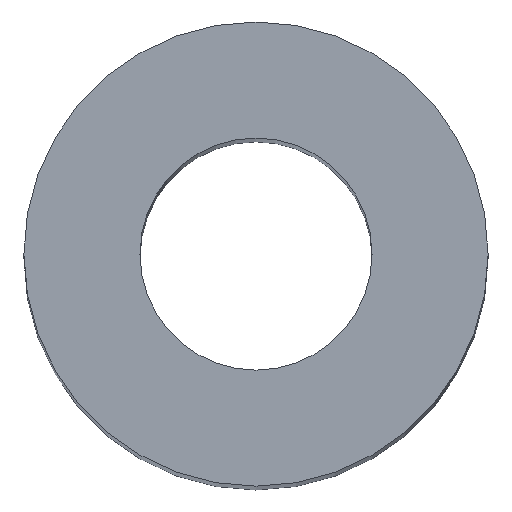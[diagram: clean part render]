
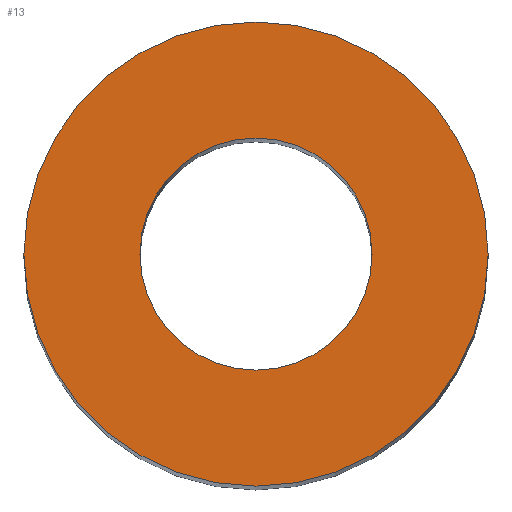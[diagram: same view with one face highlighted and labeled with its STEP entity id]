
A CAD part, top view. The second image highlights one B-rep face of the part: STEP entity #13.
In plain terms, the highlighted planar face has unit normal (0, 0, 1).
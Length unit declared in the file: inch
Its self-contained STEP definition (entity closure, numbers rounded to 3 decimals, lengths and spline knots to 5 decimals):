
#1 = FACE_OUTER_BOUND ( 'NONE', #143, .T. ) ;
#6 = CARTESIAN_POINT ( 'NONE',  ( 0., 0., 0.236 ) ) ;
#13 = ADVANCED_FACE ( 'NONE', ( #1, #78 ), #43, .T. ) ;
#29 = DIRECTION ( 'NONE',  ( 1., 0., 0. ) ) ;
#32 = AXIS2_PLACEMENT_3D ( 'NONE', #6, #172, #244 ) ;
#40 = CARTESIAN_POINT ( 'NONE',  ( 0., 0., 0.236 ) ) ;
#43 = PLANE ( 'NONE',  #50 ) ;
#50 = AXIS2_PLACEMENT_3D ( 'NONE', #178, #202, #250 ) ;
#61 = CIRCLE ( 'NONE', #107, 0.025 ) ;
#62 = DIRECTION ( 'NONE',  ( 1., 0., 0. ) ) ;
#66 = EDGE_CURVE ( 'NONE', #101, #183, #232, .T. ) ;
#67 = CARTESIAN_POINT ( 'NONE',  ( 0., 0., 0.236 ) ) ;
#69 = CARTESIAN_POINT ( 'NONE',  ( -0.0125, 0., 0.236 ) ) ;
#77 = ORIENTED_EDGE ( 'NONE', *, *, #66, .F. ) ;
#78 = FACE_BOUND ( 'NONE', #185, .T. ) ;
#79 = DIRECTION ( 'NONE',  ( 0., 0., 1. ) ) ;
#90 = CARTESIAN_POINT ( 'NONE',  ( 0.025, 0., 0.236 ) ) ;
#96 = ORIENTED_EDGE ( 'NONE', *, *, #199, .T. ) ;
#101 = VERTEX_POINT ( 'NONE', #182 ) ;
#104 = ORIENTED_EDGE ( 'NONE', *, *, #223, .T. ) ;
#107 = AXIS2_PLACEMENT_3D ( 'NONE', #67, #134, #147 ) ;
#111 = CIRCLE ( 'NONE', #216, 0.0125 ) ;
#119 = VERTEX_POINT ( 'NONE', #238 ) ;
#134 = DIRECTION ( 'NONE',  ( 0., 0., 1. ) ) ;
#143 = EDGE_LOOP ( 'NONE', ( #104, #96 ) ) ;
#145 = ORIENTED_EDGE ( 'NONE', *, *, #191, .F. ) ;
#147 = DIRECTION ( 'NONE',  ( 1., 0., 0. ) ) ;
#152 = CARTESIAN_POINT ( 'NONE',  ( 0., 0., 0.236 ) ) ;
#166 = VERTEX_POINT ( 'NONE', #90 ) ;
#172 = DIRECTION ( 'NONE',  ( 0., 0., 1. ) ) ;
#178 = CARTESIAN_POINT ( 'NONE',  ( 0., 0., 0.236 ) ) ;
#182 = CARTESIAN_POINT ( 'NONE',  ( 0.0125, 0., 0.236 ) ) ;
#183 = VERTEX_POINT ( 'NONE', #69 ) ;
#185 = EDGE_LOOP ( 'NONE', ( #145, #77 ) ) ;
#189 = DIRECTION ( 'NONE',  ( 0., 0., 1. ) ) ;
#191 = EDGE_CURVE ( 'NONE', #183, #101, #111, .T. ) ;
#194 = AXIS2_PLACEMENT_3D ( 'NONE', #40, #79, #62 ) ;
#199 = EDGE_CURVE ( 'NONE', #166, #119, #210, .T. ) ;
#202 = DIRECTION ( 'NONE',  ( 0., 0., 1. ) ) ;
#210 = CIRCLE ( 'NONE', #32, 0.025 ) ;
#216 = AXIS2_PLACEMENT_3D ( 'NONE', #152, #189, #29 ) ;
#223 = EDGE_CURVE ( 'NONE', #119, #166, #61, .T. ) ;
#232 = CIRCLE ( 'NONE', #194, 0.0125 ) ;
#238 = CARTESIAN_POINT ( 'NONE',  ( -0.025, 0., 0.236 ) ) ;
#244 = DIRECTION ( 'NONE',  ( 1., 0., 0. ) ) ;
#250 = DIRECTION ( 'NONE',  ( 1., 0., 0. ) ) ;
